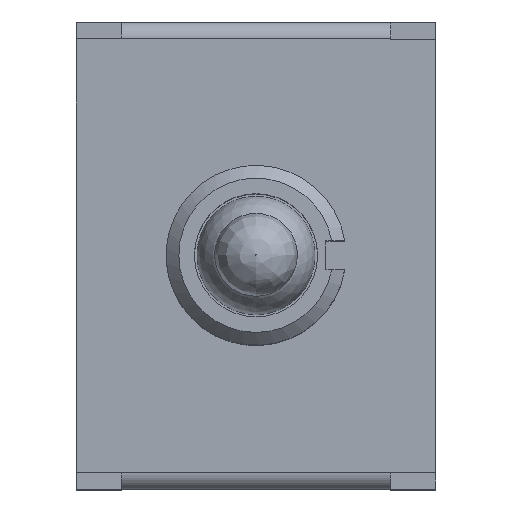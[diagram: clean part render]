
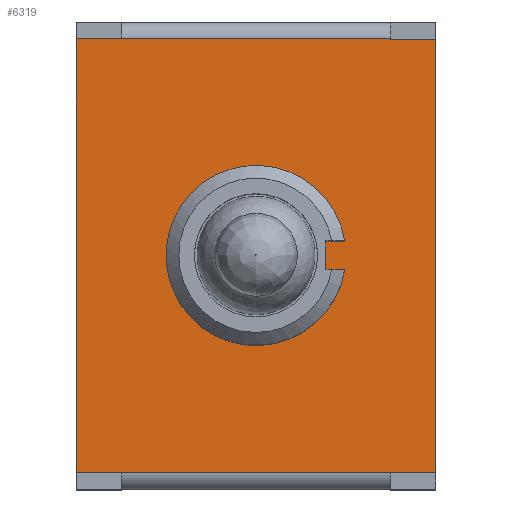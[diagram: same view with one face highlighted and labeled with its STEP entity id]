
A CAD part, top view. The second image highlights one B-rep face of the part: STEP entity #6319.
In plain terms, the highlighted planar face has unit normal (0, 0, 1).
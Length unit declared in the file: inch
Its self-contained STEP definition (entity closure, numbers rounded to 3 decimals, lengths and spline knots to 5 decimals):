
#204=FACE_BOUND('',#2299,.T.);
#221=LINE('',#9352,#935);
#225=LINE('',#9362,#939);
#227=LINE('',#9365,#941);
#228=LINE('',#9371,#942);
#229=LINE('',#9373,#943);
#230=LINE('',#9375,#944);
#231=LINE('',#9377,#945);
#232=LINE('',#9379,#946);
#233=LINE('',#9381,#947);
#234=LINE('',#9383,#948);
#235=LINE('',#9385,#949);
#236=LINE('',#9387,#950);
#237=LINE('',#9388,#951);
#935=VECTOR('',#7374,0.3937);
#939=VECTOR('',#7384,0.3937);
#941=VECTOR('',#7388,0.3937);
#942=VECTOR('',#7395,0.3937);
#943=VECTOR('',#7396,0.3937);
#944=VECTOR('',#7397,0.3937);
#945=VECTOR('',#7398,0.3937);
#946=VECTOR('',#7399,0.3937);
#947=VECTOR('',#7400,0.3937);
#948=VECTOR('',#7401,0.3937);
#949=VECTOR('',#7402,0.3937);
#950=VECTOR('',#7403,0.3937);
#951=VECTOR('',#7404,0.3937);
#1649=PLANE('',#6741);
#1904=FACE_OUTER_BOUND('',#2298,.T.);
#2298=EDGE_LOOP('',(#4438,#4439,#4440,#4441,#4442,#4443,#4444,#4445,#4446,
#4447));
#2299=EDGE_LOOP('',(#4448,#4449,#4450,#4451));
#2701=CIRCLE('',#6740,0.125);
#2893=VERTEX_POINT('',#9349);
#2894=VERTEX_POINT('',#9351);
#2896=VERTEX_POINT('',#9359);
#2897=VERTEX_POINT('',#9361);
#2898=VERTEX_POINT('',#9369);
#2899=VERTEX_POINT('',#9370);
#2900=VERTEX_POINT('',#9372);
#2901=VERTEX_POINT('',#9374);
#2902=VERTEX_POINT('',#9376);
#2903=VERTEX_POINT('',#9378);
#2904=VERTEX_POINT('',#9380);
#2905=VERTEX_POINT('',#9382);
#2906=VERTEX_POINT('',#9384);
#2907=VERTEX_POINT('',#9386);
#3465=EDGE_CURVE('',#2894,#2893,#221,.T.);
#3470=EDGE_CURVE('',#2897,#2896,#225,.T.);
#3472=EDGE_CURVE('',#2896,#2894,#227,.T.);
#3473=EDGE_CURVE('',#2893,#2897,#2701,.T.);
#3474=EDGE_CURVE('',#2898,#2899,#228,.T.);
#3475=EDGE_CURVE('',#2900,#2899,#229,.T.);
#3476=EDGE_CURVE('',#2900,#2901,#230,.T.);
#3477=EDGE_CURVE('',#2901,#2902,#231,.T.);
#3478=EDGE_CURVE('',#2903,#2902,#232,.T.);
#3479=EDGE_CURVE('',#2903,#2904,#233,.T.);
#3480=EDGE_CURVE('',#2904,#2905,#234,.T.);
#3481=EDGE_CURVE('',#2905,#2906,#235,.T.);
#3482=EDGE_CURVE('',#2906,#2907,#236,.T.);
#3483=EDGE_CURVE('',#2898,#2907,#237,.T.);
#4438=ORIENTED_EDGE('',*,*,#3474,.T.);
#4439=ORIENTED_EDGE('',*,*,#3475,.F.);
#4440=ORIENTED_EDGE('',*,*,#3476,.T.);
#4441=ORIENTED_EDGE('',*,*,#3477,.T.);
#4442=ORIENTED_EDGE('',*,*,#3478,.F.);
#4443=ORIENTED_EDGE('',*,*,#3479,.T.);
#4444=ORIENTED_EDGE('',*,*,#3480,.T.);
#4445=ORIENTED_EDGE('',*,*,#3481,.T.);
#4446=ORIENTED_EDGE('',*,*,#3482,.T.);
#4447=ORIENTED_EDGE('',*,*,#3483,.F.);
#4448=ORIENTED_EDGE('',*,*,#3470,.T.);
#4449=ORIENTED_EDGE('',*,*,#3472,.T.);
#4450=ORIENTED_EDGE('',*,*,#3465,.T.);
#4451=ORIENTED_EDGE('',*,*,#3473,.T.);
#6319=ADVANCED_FACE('',(#1904,#204),#1649,.T.);
#6740=AXIS2_PLACEMENT_3D('',#9367,#7391,#7392);
#6741=AXIS2_PLACEMENT_3D('',#9368,#7393,#7394);
#7374=DIRECTION('',(1.,0.,0.));
#7384=DIRECTION('',(-1.,0.,0.));
#7388=DIRECTION('',(0.,-1.,0.));
#7391=DIRECTION('center_axis',(0.,0.,
-1.));
#7392=DIRECTION('ref_axis',(0.987,0.161,0.));
#7393=DIRECTION('center_axis',(0.,0.,
1.));
#7394=DIRECTION('ref_axis',(1.,0.,0.));
#7395=DIRECTION('',(0.,-1.,0.));
#7396=DIRECTION('',(-1.,0.,0.));
#7397=DIRECTION('',(1.,0.,0.));
#7398=DIRECTION('',(0.,1.,0.));
#7399=DIRECTION('',(1.,0.,0.));
#7400=DIRECTION('',(0.,1.,0.));
#7401=DIRECTION('',(-1.,0.,0.));
#7402=DIRECTION('',(-1.,0.,0.));
#7403=DIRECTION('',(0.,-1.,0.));
#7404=DIRECTION('',(-1.,0.,0.));
#9349=CARTESIAN_POINT('',(0.12338,-0.02008,0.41496));
#9351=CARTESIAN_POINT('',(0.09705,-0.02008,0.41496));
#9352=CARTESIAN_POINT('',(0.04852,-0.02008,0.41496));
#9359=CARTESIAN_POINT('',(0.09705,0.02008,0.41496));
#9361=CARTESIAN_POINT('',(0.12338,0.02008,0.41496));
#9362=CARTESIAN_POINT('',(0.06169,0.02008,0.41496));
#9365=CARTESIAN_POINT('',(0.09705,0.16073,0.41496));
#9367=CARTESIAN_POINT('Origin',(0.,0.,
0.41496));
#9368=CARTESIAN_POINT('Origin',(0.,0.30138,
0.41496));
#9369=CARTESIAN_POINT('',(-0.18701,-0.30098,0.41496));
#9370=CARTESIAN_POINT('',(-0.18701,-0.30138,0.41496));
#9371=CARTESIAN_POINT('',(-0.18701,-0.30138,0.41496));
#9372=CARTESIAN_POINT('',(0.18701,-0.30138,0.41496));
#9373=CARTESIAN_POINT('',(0.,-0.30138,0.41496));
#9374=CARTESIAN_POINT('',(0.25,-0.30138,0.41496));
#9375=CARTESIAN_POINT('',(0.18701,-0.30138,0.41496));
#9376=CARTESIAN_POINT('',(0.25,0.30098,0.41496));
#9377=CARTESIAN_POINT('',(0.25,0.30098,0.41496));
#9378=CARTESIAN_POINT('',(0.18701,0.30098,0.41496));
#9379=CARTESIAN_POINT('',(0.18701,0.30098,0.41496));
#9380=CARTESIAN_POINT('',(0.18701,0.30138,0.41496));
#9381=CARTESIAN_POINT('',(0.18701,-0.30138,0.41496));
#9382=CARTESIAN_POINT('',(-0.18701,0.30138,0.41496));
#9383=CARTESIAN_POINT('',(0.,0.30138,0.41496));
#9384=CARTESIAN_POINT('',(-0.25,0.30138,0.41496));
#9385=CARTESIAN_POINT('',(-0.18701,0.30138,0.41496));
#9386=CARTESIAN_POINT('',(-0.25,-0.30098,0.41496));
#9387=CARTESIAN_POINT('',(-0.25,-0.30098,0.41496));
#9388=CARTESIAN_POINT('',(-0.18701,-0.30098,0.41496));
